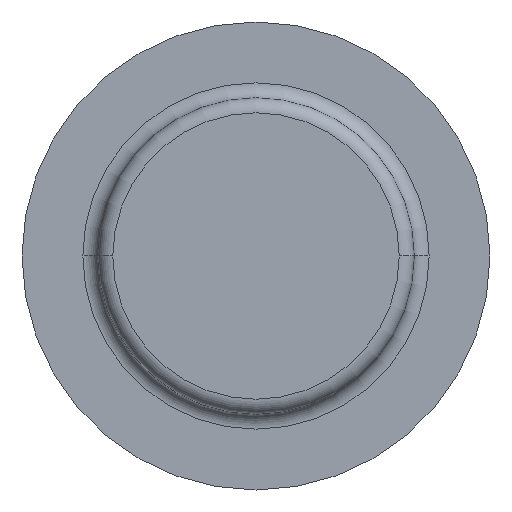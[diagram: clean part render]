
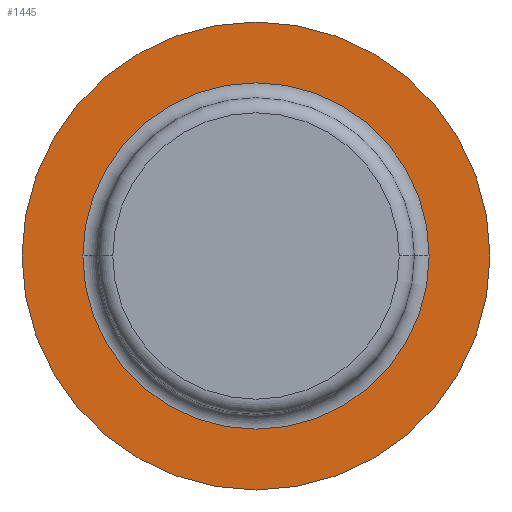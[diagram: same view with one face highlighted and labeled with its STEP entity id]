
A CAD part, front view. The second image highlights one B-rep face of the part: STEP entity #1445.
In plain terms, the highlighted planar face has unit normal (0, -1, 0).
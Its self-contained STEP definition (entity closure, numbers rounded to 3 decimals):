
#61 = EDGE_CURVE ( 'NONE', #2700, #826, #4266, .T. ) ;
#85 = CARTESIAN_POINT ( 'NONE',  ( -9.25, 13., 0. ) ) ;
#96 = AXIS2_PLACEMENT_3D ( 'NONE', #2038, #998, #4169 ) ;
#667 = CIRCLE ( 'NONE', #1992, 9.25 ) ;
#756 = AXIS2_PLACEMENT_3D ( 'NONE', #809, #1921, #3522 ) ;
#809 = CARTESIAN_POINT ( 'NONE',  ( 0., 13., 0. ) ) ;
#826 = VERTEX_POINT ( 'NONE', #1415 ) ;
#960 = EDGE_CURVE ( 'NONE', #3053, #4364, #3193, .T. ) ;
#998 = DIRECTION ( 'NONE',  ( 0., 1., 0. ) ) ;
#1041 = DIRECTION ( 'NONE',  ( -1., 0., 0. ) ) ;
#1172 = DIRECTION ( 'NONE',  ( 0., 1., 0. ) ) ;
#1301 = CIRCLE ( 'NONE', #4962, 12.5 ) ;
#1415 = CARTESIAN_POINT ( 'NONE',  ( 9.25, 13., 0. ) ) ;
#1445 = ADVANCED_FACE ( 'NONE', ( #4112, #1773 ), #4446, .F. ) ;
#1521 = EDGE_LOOP ( 'NONE', ( #1658, #4713 ) ) ;
#1658 = ORIENTED_EDGE ( 'NONE', *, *, #61, .T. ) ;
#1773 = FACE_OUTER_BOUND ( 'NONE', #4980, .T. ) ;
#1796 = CARTESIAN_POINT ( 'NONE',  ( 8.45, 13., 0. ) ) ;
#1921 = DIRECTION ( 'NONE',  ( 0., 1., 0. ) ) ;
#1969 = EDGE_CURVE ( 'NONE', #826, #2700, #667, .T. ) ;
#1992 = AXIS2_PLACEMENT_3D ( 'NONE', #4674, #1172, #2804 ) ;
#2038 = CARTESIAN_POINT ( 'NONE',  ( 0., 13., 0. ) ) ;
#2507 = DIRECTION ( 'NONE',  ( 0., 1., 0. ) ) ;
#2620 = CARTESIAN_POINT ( 'NONE',  ( 0., 13., 0. ) ) ;
#2700 = VERTEX_POINT ( 'NONE', #85 ) ;
#2804 = DIRECTION ( 'NONE',  ( -1., 0., 0. ) ) ;
#3053 = VERTEX_POINT ( 'NONE', #3802 ) ;
#3193 = CIRCLE ( 'NONE', #96, 12.5 ) ;
#3522 = DIRECTION ( 'NONE',  ( -1., 0., 0. ) ) ;
#3713 = ORIENTED_EDGE ( 'NONE', *, *, #4098, .F. ) ;
#3778 = ORIENTED_EDGE ( 'NONE', *, *, #960, .F. ) ;
#3802 = CARTESIAN_POINT ( 'NONE',  ( -12.5, 13., 0. ) ) ;
#4098 = EDGE_CURVE ( 'NONE', #4364, #3053, #1301, .T. ) ;
#4112 = FACE_BOUND ( 'NONE', #1521, .T. ) ;
#4169 = DIRECTION ( 'NONE',  ( -1., 0., 0. ) ) ;
#4202 = DIRECTION ( 'NONE',  ( -1., 0., 0. ) ) ;
#4266 = CIRCLE ( 'NONE', #756, 9.25 ) ;
#4364 = VERTEX_POINT ( 'NONE', #4528 ) ;
#4446 = PLANE ( 'NONE',  #5028 ) ;
#4528 = CARTESIAN_POINT ( 'NONE',  ( 12.5, 13., 0. ) ) ;
#4535 = DIRECTION ( 'NONE',  ( 0., 1., 0. ) ) ;
#4674 = CARTESIAN_POINT ( 'NONE',  ( 0., 13., 0. ) ) ;
#4713 = ORIENTED_EDGE ( 'NONE', *, *, #1969, .T. ) ;
#4962 = AXIS2_PLACEMENT_3D ( 'NONE', #2620, #4535, #4202 ) ;
#4980 = EDGE_LOOP ( 'NONE', ( #3778, #3713 ) ) ;
#5028 = AXIS2_PLACEMENT_3D ( 'NONE', #1796, #2507, #1041 ) ;
